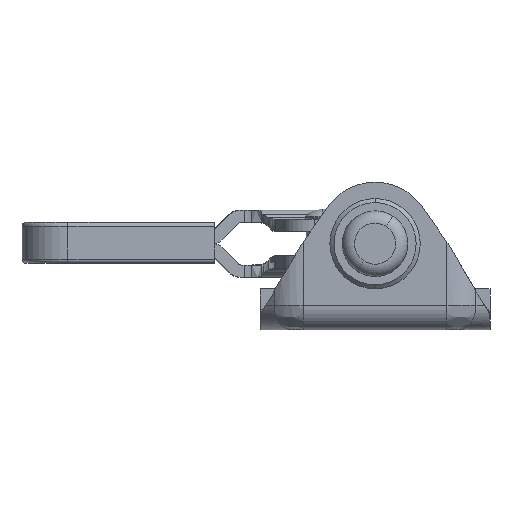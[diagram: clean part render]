
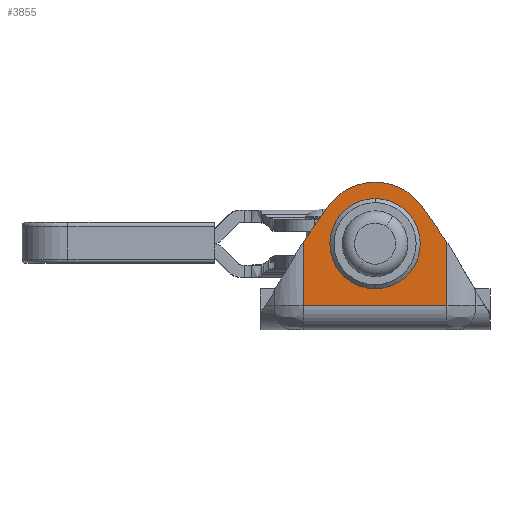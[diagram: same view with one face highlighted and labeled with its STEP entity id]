
A CAD part, left-side view. The second image highlights one B-rep face of the part: STEP entity #3855.
In plain terms, the highlighted planar face has unit normal (-1, 0, 0).
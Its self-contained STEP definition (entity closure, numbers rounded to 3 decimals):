
#59 = VERTEX_POINT ( 'NONE', #7390 ) ;
#71 = VERTEX_POINT ( 'NONE', #7275 ) ;
#74 = EDGE_CURVE ( 'NONE', #59, #71, #7276, .T. ) ;
#238 = VERTEX_POINT ( 'NONE', #7810 ) ;
#246 = EDGE_CURVE ( 'NONE', #238, #251, #7718, .T. ) ;
#251 = VERTEX_POINT ( 'NONE', #7697 ) ;
#1070 = VERTEX_POINT ( 'NONE', #15624 ) ;
#1091 = EDGE_CURVE ( 'NONE', #1318, #1070, #16105, .T. ) ;
#1242 = EDGE_CURVE ( 'NONE', #251, #1248, #16323, .T. ) ;
#1248 = VERTEX_POINT ( 'NONE', #16421 ) ;
#1270 = EDGE_CURVE ( 'NONE', #1070, #238, #16461, .T. ) ;
#1318 = VERTEX_POINT ( 'NONE', #16858 ) ;
#1532 = ORIENTED_EDGE ( 'NONE', *, *, #1270, .F. ) ;
#1681 = ORIENTED_EDGE ( 'NONE', *, *, #1091, .F. ) ;
#3817 = ORIENTED_EDGE ( 'NONE', *, *, #1242, .F. ) ;
#3818 = ORIENTED_EDGE ( 'NONE', *, *, #74, .T. ) ;
#3826 = EDGE_LOOP ( 'NONE', ( #3844, #3914, #3907, #3817, #3900, #1532, #1681 ) ) ;
#3833 = EDGE_LOOP ( 'NONE', ( #3851, #3818 ) ) ;
#3844 = ORIENTED_EDGE ( 'NONE', *, *, #8893, .F. ) ;
#3846 = EDGE_CURVE ( 'NONE', #8910, #8856, #18791, .T. ) ;
#3851 = ORIENTED_EDGE ( 'NONE', *, *, #3863, .T. ) ;
#3855 = ADVANCED_FACE ( 'NONE', ( #18763, #18764 ), #18784, .F. ) ;
#3863 = EDGE_CURVE ( 'NONE', #71, #59, #18693, .T. ) ;
#3900 = ORIENTED_EDGE ( 'NONE', *, *, #246, .F. ) ;
#3907 = ORIENTED_EDGE ( 'NONE', *, *, #8991, .F. ) ;
#3914 = ORIENTED_EDGE ( 'NONE', *, *, #3846, .F. ) ;
#7275 = CARTESIAN_POINT ( 'NONE',  ( -16.25, 0., 16. ) ) ;
#7276 = CIRCLE ( 'NONE', #7439, 5.5 ) ;
#7390 = CARTESIAN_POINT ( 'NONE',  ( -16.25, 0., 5. ) ) ;
#7436 = DIRECTION ( 'NONE',  ( 0., 0., -1. ) ) ;
#7437 = DIRECTION ( 'NONE',  ( 1., 0., 0. ) ) ;
#7438 = CARTESIAN_POINT ( 'NONE',  ( -16.25, 0., 10.5 ) ) ;
#7439 = AXIS2_PLACEMENT_3D ( 'NONE', #7438, #7437, #7436 ) ;
#7697 = CARTESIAN_POINT ( 'NONE',  ( -16.25, -5.557, 15.256 ) ) ;
#7708 = DIRECTION ( 'NONE',  ( 0., 0., 1. ) ) ;
#7709 = DIRECTION ( 'NONE',  ( 1., 0., 0. ) ) ;
#7710 = CARTESIAN_POINT ( 'NONE',  ( -16.25, 0., 11. ) ) ;
#7711 = AXIS2_PLACEMENT_3D ( 'NONE', #7710, #7709, #7708 ) ;
#7718 = CIRCLE ( 'NONE', #7711, 7. ) ;
#7810 = CARTESIAN_POINT ( 'NONE',  ( -16.25, 0., 18. ) ) ;
#8856 = VERTEX_POINT ( 'NONE', #25581 ) ;
#8893 = EDGE_CURVE ( 'NONE', #8856, #1318, #25638, .T. ) ;
#8910 = VERTEX_POINT ( 'NONE', #25798 ) ;
#8991 = EDGE_CURVE ( 'NONE', #1248, #8910, #25699, .T. ) ;
#15624 = CARTESIAN_POINT ( 'NONE',  ( -16.25, 5.557, 15.256 ) ) ;
#15972 = DIRECTION ( 'NONE',  ( 0., -0.574, 0.819 ) ) ;
#15973 = VECTOR ( 'NONE', #15972, 1000. ) ;
#15974 = CARTESIAN_POINT ( 'NONE',  ( -16.25, 8.757, 10.686 ) ) ;
#16105 = LINE ( 'NONE', #15974, #15973 ) ;
#16125 = CARTESIAN_POINT ( 'NONE',  ( -16.25, -5.557, 15.256 ) ) ;
#16247 = DIRECTION ( 'NONE',  ( 0., -0.574, -0.819 ) ) ;
#16323 = LINE ( 'NONE', #16125, #16325 ) ;
#16325 = VECTOR ( 'NONE', #16247, 1000. ) ;
#16421 = CARTESIAN_POINT ( 'NONE',  ( -16.25, -8.757, 10.686 ) ) ;
#16434 = DIRECTION ( 'NONE',  ( 0., 0., 1. ) ) ;
#16435 = DIRECTION ( 'NONE',  ( 1., 0., 0. ) ) ;
#16436 = CARTESIAN_POINT ( 'NONE',  ( -16.25, 0., 11. ) ) ;
#16461 = CIRCLE ( 'NONE', #16471, 7. ) ;
#16471 = AXIS2_PLACEMENT_3D ( 'NONE', #16436, #16435, #16434 ) ;
#16858 = CARTESIAN_POINT ( 'NONE',  ( -16.25, 8.757, 10.686 ) ) ;
#18683 = DIRECTION ( 'NONE',  ( 0., 0., -1. ) ) ;
#18684 = DIRECTION ( 'NONE',  ( 1., 0., 0. ) ) ;
#18691 = CARTESIAN_POINT ( 'NONE',  ( -16.25, 0., 10.5 ) ) ;
#18693 = CIRCLE ( 'NONE', #18776, 5.5 ) ;
#18749 = DIRECTION ( 'NONE',  ( 1., 0., 0. ) ) ;
#18750 = CARTESIAN_POINT ( 'NONE',  ( -16.25, 8.757, 2. ) ) ;
#18753 = DIRECTION ( 'NONE',  ( 0., 0., -1. ) ) ;
#18762 = AXIS2_PLACEMENT_3D ( 'NONE', #18750, #18749, #18753 ) ;
#18763 = FACE_BOUND ( 'NONE', #3833, .T. ) ;
#18764 = FACE_OUTER_BOUND ( 'NONE', #3826, .T. ) ;
#18774 = DIRECTION ( 'NONE',  ( 0., 1., 0. ) ) ;
#18775 = VECTOR ( 'NONE', #18774, 1000. ) ;
#18776 = AXIS2_PLACEMENT_3D ( 'NONE', #18691, #18684, #18683 ) ;
#18784 = PLANE ( 'NONE',  #18762 ) ;
#18790 = CARTESIAN_POINT ( 'NONE',  ( -16.25, 8.757, 3. ) ) ;
#18791 = LINE ( 'NONE', #18790, #18775 ) ;
#25581 = CARTESIAN_POINT ( 'NONE',  ( -16.25, 8.757, 3. ) ) ;
#25630 = VECTOR ( 'NONE', #25640, 1000. ) ;
#25637 = CARTESIAN_POINT ( 'NONE',  ( -16.25, 8.757, 2. ) ) ;
#25638 = LINE ( 'NONE', #25637, #25630 ) ;
#25640 = DIRECTION ( 'NONE',  ( 0., 0., 1. ) ) ;
#25661 = DIRECTION ( 'NONE',  ( 0., 0., -1. ) ) ;
#25662 = VECTOR ( 'NONE', #25661, 1000. ) ;
#25663 = CARTESIAN_POINT ( 'NONE',  ( -16.25, -8.757, 2. ) ) ;
#25699 = LINE ( 'NONE', #25663, #25662 ) ;
#25798 = CARTESIAN_POINT ( 'NONE',  ( -16.25, -8.757, 3. ) ) ;
